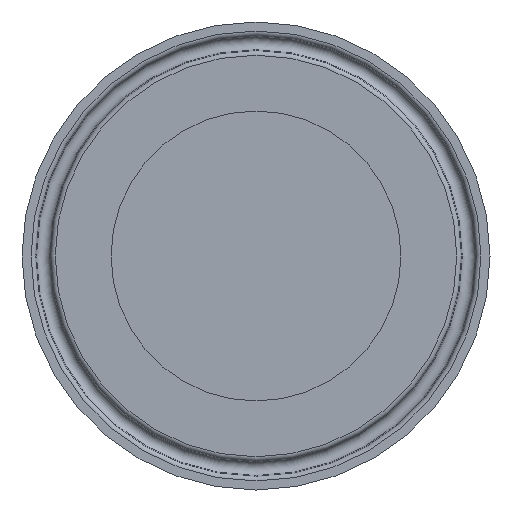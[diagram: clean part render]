
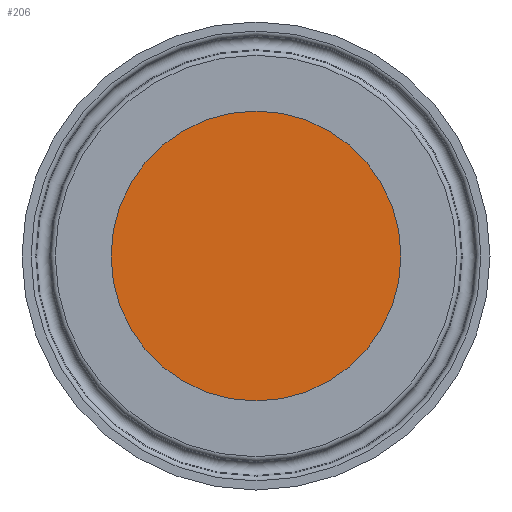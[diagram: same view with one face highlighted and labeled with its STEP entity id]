
A CAD part, front view. The second image highlights one B-rep face of the part: STEP entity #206.
In plain terms, the highlighted planar face has unit normal (0, -1, 0).
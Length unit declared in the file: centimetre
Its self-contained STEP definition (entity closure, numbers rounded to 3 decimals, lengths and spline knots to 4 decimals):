
#44=FACE_OUTER_BOUND('',#63,.T.);
#63=EDGE_LOOP('',(#148));
#95=CIRCLE('',#227,2.4);
#112=VERTEX_POINT('',#336);
#129=EDGE_CURVE('',#112,#112,#95,.T.);
#148=ORIENTED_EDGE('',*,*,#129,.T.);
#180=PLANE('',#229);
#206=ADVANCED_FACE('',(#44),#180,.T.);
#227=AXIS2_PLACEMENT_3D('',#337,#267,#268);
#229=AXIS2_PLACEMENT_3D('',#340,#271,#272);
#267=DIRECTION('center_axis',(0.,-1.,0.));
#268=DIRECTION('ref_axis',(1.,0.,0.));
#271=DIRECTION('center_axis',(0.,-1.,0.));
#272=DIRECTION('ref_axis',(0.,0.,-1.));
#336=CARTESIAN_POINT('',(2.4,-0.005,0.));
#337=CARTESIAN_POINT('Origin',(0.,-0.005,0.));
#340=CARTESIAN_POINT('Origin',(2.3325,-0.005,0.));
